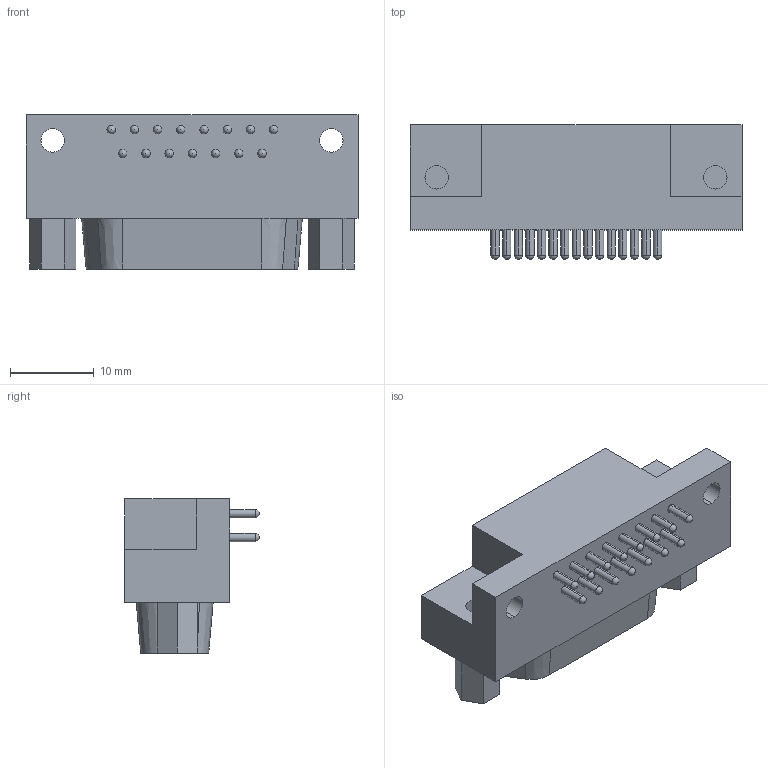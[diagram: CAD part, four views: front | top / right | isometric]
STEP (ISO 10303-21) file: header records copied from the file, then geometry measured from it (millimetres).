
FILE_DESCRIPTION (( 'STEP AP214' ), '1' );
FILE_NAME ('43339705-A560-4FFA-9CA4-AE005196E2EA.STEP', '2008-07-04T10:47:11', ( 'SysAdmin' ), ( 'SolidWorks' ), 'SwSTEP 2.0', 'SolidWorks 2008', '' );
FILE_SCHEMA (( 'AUTOMOTIVE_DESIGN' ));
Length unit declared in the file: millimetre
Products named in the file (1): 43339705-A560-4FFA-9CA4-AE005196E2EA
Bounding box: 39.62 x 16.05 x 18.4 mm (x, y, z)
Volume: 6472.7 mm3; surface area: 3655.1 mm2
Topology: 1 solids, 1 shells, 181 faces, 438 edges, 282 vertices
Faces by surface type: cylinder 77, plane 55, cone 34, sphere 15
Entity records: 5527 total; most frequent: DIRECTION 949, CARTESIAN_POINT 827, ORIENTED_EDGE 786, EDGE_CURVE 393, AXIS2_PLACEMENT_3D 374, VERTEX_POINT 252, EDGE_LOOP 223, VECTOR 201
